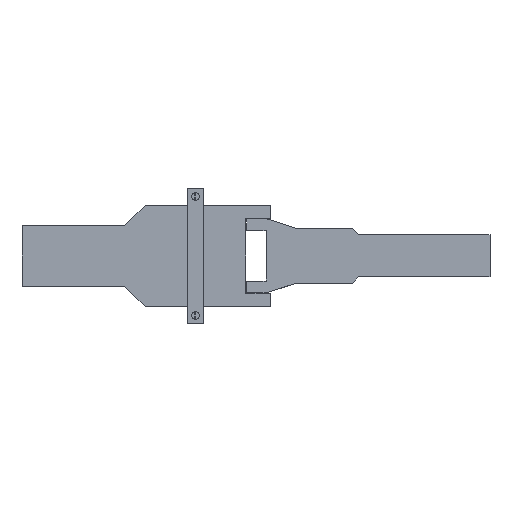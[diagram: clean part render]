
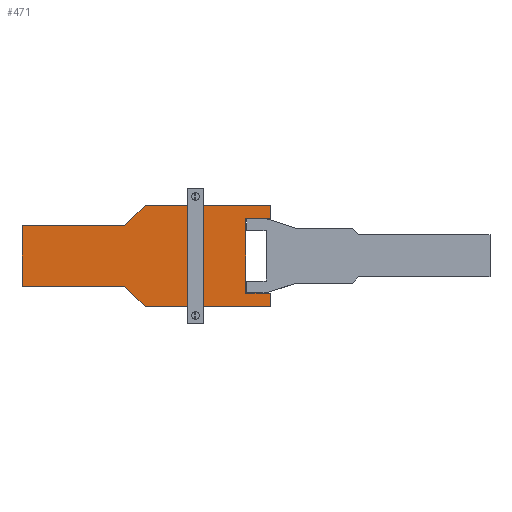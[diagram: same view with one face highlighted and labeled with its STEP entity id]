
A CAD part, front view. The second image highlights one B-rep face of the part: STEP entity #471.
In plain terms, the highlighted planar face has unit normal (0, -1, 0).
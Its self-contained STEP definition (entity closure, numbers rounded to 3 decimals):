
#26 = CARTESIAN_POINT ( 'NONE',  ( -86., 0., 15. ) ) ;
#36 = EDGE_CURVE ( 'NONE', #2319, #1094, #659, .T. ) ;
#97 = CARTESIAN_POINT ( 'NONE',  ( -86., 0., 15. ) ) ;
#223 = EDGE_CURVE ( 'NONE', #5559, #1094, #1849, .T. ) ;
#226 = CARTESIAN_POINT ( 'NONE',  ( 0., 0., 0. ) ) ;
#247 = VERTEX_POINT ( 'NONE', #2336 ) ;
#320 = EDGE_CURVE ( 'NONE', #247, #5698, #1467, .T. ) ;
#471 = ADVANCED_FACE ( 'NONE', ( #3692 ), #2168, .F. ) ;
#493 = VERTEX_POINT ( 'NONE', #2620 ) ;
#505 = EDGE_CURVE ( 'NONE', #3993, #2319, #4610, .T. ) ;
#552 = VERTEX_POINT ( 'NONE', #5205 ) ;
#567 = VERTEX_POINT ( 'NONE', #97 ) ;
#599 = DIRECTION ( 'NONE',  ( -1., 0., 0. ) ) ;
#639 = CARTESIAN_POINT ( 'NONE',  ( 37., 0., 18.5 ) ) ;
#659 = LINE ( 'NONE', #1611, #4750 ) ;
#710 = LINE ( 'NONE', #2712, #5736 ) ;
#737 = DIRECTION ( 'NONE',  ( 0., 0., -1. ) ) ;
#768 = DIRECTION ( 'NONE',  ( -1., 0., 0. ) ) ;
#818 = EDGE_CURVE ( 'NONE', #567, #3993, #1457, .T. ) ;
#865 = CARTESIAN_POINT ( 'NONE',  ( -35., 0., -15. ) ) ;
#976 = CARTESIAN_POINT ( 'NONE',  ( 25., 0., -18.5 ) ) ;
#1014 = ORIENTED_EDGE ( 'NONE', *, *, #36, .T. ) ;
#1094 = VERTEX_POINT ( 'NONE', #4799 ) ;
#1097 = LINE ( 'NONE', #639, #3450 ) ;
#1176 = DIRECTION ( 'NONE',  ( 0.707, 0., -0.707 ) ) ;
#1310 = DIRECTION ( 'NONE',  ( -1., 0., 0. ) ) ;
#1457 = LINE ( 'NONE', #26, #5566 ) ;
#1467 = LINE ( 'NONE', #976, #2433 ) ;
#1545 = CARTESIAN_POINT ( 'NONE',  ( -86., 0., -15. ) ) ;
#1552 = EDGE_CURVE ( 'NONE', #247, #5559, #3762, .T. ) ;
#1595 = EDGE_CURVE ( 'NONE', #3277, #3051, #710, .T. ) ;
#1607 = CARTESIAN_POINT ( 'NONE',  ( -25., 0., 25. ) ) ;
#1611 = CARTESIAN_POINT ( 'NONE',  ( -25., 0., -25. ) ) ;
#1627 = ORIENTED_EDGE ( 'NONE', *, *, #818, .T. ) ;
#1699 = ORIENTED_EDGE ( 'NONE', *, *, #5332, .F. ) ;
#1716 = ORIENTED_EDGE ( 'NONE', *, *, #4990, .T. ) ;
#1813 = CARTESIAN_POINT ( 'NONE',  ( 37., 0., 25. ) ) ;
#1817 = ORIENTED_EDGE ( 'NONE', *, *, #4616, .T. ) ;
#1849 = LINE ( 'NONE', #3806, #5485 ) ;
#1896 = VERTEX_POINT ( 'NONE', #6226 ) ;
#2034 = CARTESIAN_POINT ( 'NONE',  ( -25., 0., 15. ) ) ;
#2136 = DIRECTION ( 'NONE',  ( 0., 1., 0. ) ) ;
#2168 = PLANE ( 'NONE',  #3580 ) ;
#2199 = LINE ( 'NONE', #1607, #6187 ) ;
#2276 = CARTESIAN_POINT ( 'NONE',  ( 37., 0., -25. ) ) ;
#2319 = VERTEX_POINT ( 'NONE', #865 ) ;
#2336 = CARTESIAN_POINT ( 'NONE',  ( 37., 0., -18.5 ) ) ;
#2433 = VECTOR ( 'NONE', #3472, 1000. ) ;
#2457 = ORIENTED_EDGE ( 'NONE', *, *, #5008, .F. ) ;
#2585 = DIRECTION ( 'NONE',  ( 1., 0., 0. ) ) ;
#2590 = EDGE_CURVE ( 'NONE', #552, #3051, #1097, .T. ) ;
#2618 = ORIENTED_EDGE ( 'NONE', *, *, #2590, .T. ) ;
#2620 = CARTESIAN_POINT ( 'NONE',  ( -35., 0., 15. ) ) ;
#2647 = CARTESIAN_POINT ( 'NONE',  ( 37., 0., -18.5 ) ) ;
#2712 = CARTESIAN_POINT ( 'NONE',  ( 25., 0., 25. ) ) ;
#2771 = LINE ( 'NONE', #2034, #4197 ) ;
#2933 = ORIENTED_EDGE ( 'NONE', *, *, #505, .T. ) ;
#3051 = VERTEX_POINT ( 'NONE', #1813 ) ;
#3173 = CARTESIAN_POINT ( 'NONE',  ( -25., 0., -15. ) ) ;
#3277 = VERTEX_POINT ( 'NONE', #3657 ) ;
#3403 = DIRECTION ( 'NONE',  ( 0., 0., -1. ) ) ;
#3450 = VECTOR ( 'NONE', #3681, 1000. ) ;
#3472 = DIRECTION ( 'NONE',  ( -1., 0., 0. ) ) ;
#3580 = AXIS2_PLACEMENT_3D ( 'NONE', #226, #2136, #6128 ) ;
#3657 = CARTESIAN_POINT ( 'NONE',  ( -25., 0., 25. ) ) ;
#3681 = DIRECTION ( 'NONE',  ( 0., 0., 1. ) ) ;
#3692 = FACE_OUTER_BOUND ( 'NONE', #5161, .T. ) ;
#3716 = LINE ( 'NONE', #3750, #3778 ) ;
#3750 = CARTESIAN_POINT ( 'NONE',  ( 25., 0., 25. ) ) ;
#3762 = LINE ( 'NONE', #2647, #3863 ) ;
#3778 = VECTOR ( 'NONE', #737, 1000. ) ;
#3806 = CARTESIAN_POINT ( 'NONE',  ( 25., 0., -25. ) ) ;
#3863 = VECTOR ( 'NONE', #4638, 1000. ) ;
#3993 = VERTEX_POINT ( 'NONE', #1545 ) ;
#4055 = DIRECTION ( 'NONE',  ( -0.707, 0., -0.707 ) ) ;
#4072 = ORIENTED_EDGE ( 'NONE', *, *, #223, .F. ) ;
#4106 = CARTESIAN_POINT ( 'NONE',  ( 0., 0., 18.5 ) ) ;
#4197 = VECTOR ( 'NONE', #768, 1000. ) ;
#4379 = ORIENTED_EDGE ( 'NONE', *, *, #1552, .F. ) ;
#4610 = LINE ( 'NONE', #3173, #5780 ) ;
#4616 = EDGE_CURVE ( 'NONE', #3277, #493, #2199, .T. ) ;
#4638 = DIRECTION ( 'NONE',  ( 0., 0., -1. ) ) ;
#4705 = DIRECTION ( 'NONE',  ( 1., 0., 0. ) ) ;
#4750 = VECTOR ( 'NONE', #1176, 1000. ) ;
#4799 = CARTESIAN_POINT ( 'NONE',  ( -25., 0., -25. ) ) ;
#4862 = VECTOR ( 'NONE', #599, 1000. ) ;
#4990 = EDGE_CURVE ( 'NONE', #493, #567, #2771, .T. ) ;
#5008 = EDGE_CURVE ( 'NONE', #1896, #5698, #3716, .T. ) ;
#5124 = LINE ( 'NONE', #4106, #4862 ) ;
#5161 = EDGE_LOOP ( 'NONE', ( #2933, #1014, #4072, #4379, #5301, #2457, #1699, #2618, #5870, #1817, #1716, #1627 ) ) ;
#5205 = CARTESIAN_POINT ( 'NONE',  ( 37., 0., 18.5 ) ) ;
#5301 = ORIENTED_EDGE ( 'NONE', *, *, #320, .T. ) ;
#5332 = EDGE_CURVE ( 'NONE', #552, #1896, #5124, .T. ) ;
#5485 = VECTOR ( 'NONE', #1310, 1000. ) ;
#5503 = CARTESIAN_POINT ( 'NONE',  ( 25., 0., -18.5 ) ) ;
#5559 = VERTEX_POINT ( 'NONE', #2276 ) ;
#5566 = VECTOR ( 'NONE', #3403, 1000. ) ;
#5698 = VERTEX_POINT ( 'NONE', #5503 ) ;
#5736 = VECTOR ( 'NONE', #4705, 1000. ) ;
#5780 = VECTOR ( 'NONE', #2585, 1000. ) ;
#5870 = ORIENTED_EDGE ( 'NONE', *, *, #1595, .F. ) ;
#6128 = DIRECTION ( 'NONE',  ( 0., 0., 1. ) ) ;
#6187 = VECTOR ( 'NONE', #4055, 1000. ) ;
#6226 = CARTESIAN_POINT ( 'NONE',  ( 25., 0., 18.5 ) ) ;
